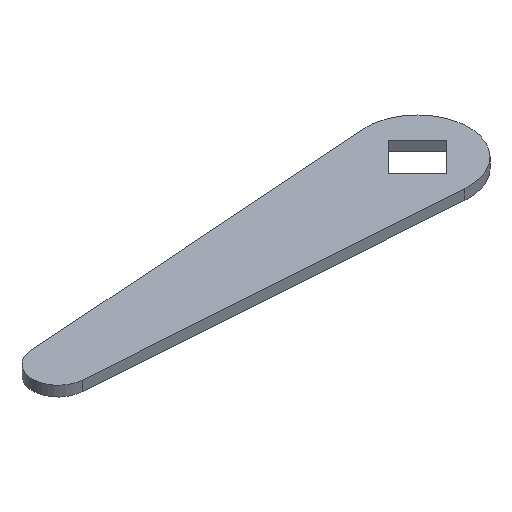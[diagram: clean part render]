
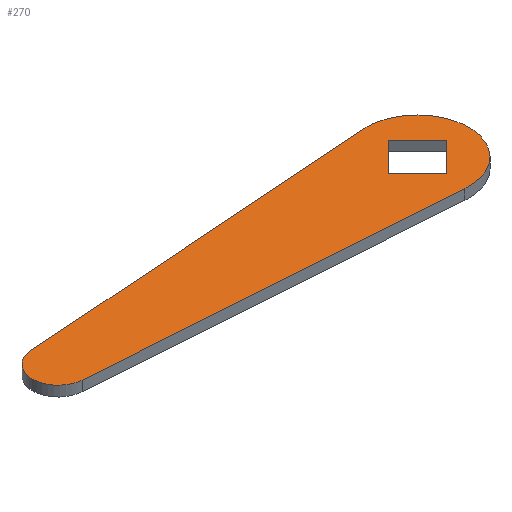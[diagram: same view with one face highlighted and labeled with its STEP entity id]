
A CAD part, isometric view. The second image highlights one B-rep face of the part: STEP entity #270.
In plain terms, the highlighted planar face has unit normal (0, 0, 1).
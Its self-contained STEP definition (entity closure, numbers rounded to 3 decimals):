
#9 = EDGE_LOOP ( 'NONE', ( #219, #268, #240, #231, #226 ) ) ;
#12 = EDGE_LOOP ( 'NONE', ( #230, #348, #347, #350 ) ) ;
#19 = CIRCLE ( 'NONE', #162, 5. ) ;
#24 = EDGE_CURVE ( 'NONE', #258, #211, #19, .T. ) ;
#106 = VECTOR ( 'NONE', #171, 1000. ) ;
#107 = VECTOR ( 'NONE', #338, 1000. ) ;
#108 = VECTOR ( 'NONE', #344, 1000. ) ;
#110 = VECTOR ( 'NONE', #335, 1000. ) ;
#111 = VECTOR ( 'NONE', #332, 1000. ) ;
#114 = VECTOR ( 'NONE', #326, 1000. ) ;
#116 = AXIS2_PLACEMENT_3D ( 'NONE', #317, #318, #319 ) ;
#117 = AXIS2_PLACEMENT_3D ( 'NONE', #320, #321, #322 ) ;
#130 = AXIS2_PLACEMENT_3D ( 'NONE', #390, #391, #392 ) ;
#132 = FACE_BOUND ( 'NONE', #12, .T. ) ;
#147 = FACE_OUTER_BOUND ( 'NONE', #9, .T. ) ;
#162 = AXIS2_PLACEMENT_3D ( 'NONE', #354, #298, #299 ) ;
#169 = LINE ( 'NONE', #170, #106 ) ;
#170 = CARTESIAN_POINT ( 'NONE',  ( -5.657, 0., 2. ) ) ;
#171 = DIRECTION ( 'NONE',  ( 0.707, -0.707, 0. ) ) ;
#210 = VERTEX_POINT ( 'NONE', #371 ) ;
#211 = VERTEX_POINT ( 'NONE', #372 ) ;
#214 = VERTEX_POINT ( 'NONE', #373 ) ;
#215 = VERTEX_POINT ( 'NONE', #374 ) ;
#217 = VERTEX_POINT ( 'NONE', #375 ) ;
#219 = ORIENTED_EDGE ( 'NONE', *, *, #402, .T. ) ;
#222 = VERTEX_POINT ( 'NONE', #376 ) ;
#226 = ORIENTED_EDGE ( 'NONE', *, *, #406, .T. ) ;
#230 = ORIENTED_EDGE ( 'NONE', *, *, #404, .F. ) ;
#231 = ORIENTED_EDGE ( 'NONE', *, *, #24, .T. ) ;
#240 = ORIENTED_EDGE ( 'NONE', *, *, #403, .T. ) ;
#249 = VERTEX_POINT ( 'NONE', #382 ) ;
#253 = VERTEX_POINT ( 'NONE', #385 ) ;
#258 = VERTEX_POINT ( 'NONE', #387 ) ;
#268 = ORIENTED_EDGE ( 'NONE', *, *, #407, .T. ) ;
#270 = ADVANCED_FACE ( 'NONE', ( #147, #132 ), #389, .T. ) ;
#285 = CIRCLE ( 'NONE', #116, 10. ) ;
#286 = CIRCLE ( 'NONE', #117, 5. ) ;
#298 = DIRECTION ( 'NONE',  ( 0., 0., 1. ) ) ;
#299 = DIRECTION ( 'NONE',  ( 1., 0., 0. ) ) ;
#317 = CARTESIAN_POINT ( 'NONE',  ( 0., 0., 2. ) ) ;
#318 = DIRECTION ( 'NONE',  ( 0., 0., 1. ) ) ;
#319 = DIRECTION ( 'NONE',  ( 1., 0., 0. ) ) ;
#320 = CARTESIAN_POINT ( 'NONE',  ( -70., 0., 2. ) ) ;
#321 = DIRECTION ( 'NONE',  ( 0., 0., 1. ) ) ;
#322 = DIRECTION ( 'NONE',  ( 1., 0., 0. ) ) ;
#324 = LINE ( 'NONE', #325, #114 ) ;
#325 = CARTESIAN_POINT ( 'NONE',  ( 5.657, 0., 2. ) ) ;
#326 = DIRECTION ( 'NONE',  ( -0.707, 0.707, 0. ) ) ;
#330 = LINE ( 'NONE', #331, #111 ) ;
#331 = CARTESIAN_POINT ( 'NONE',  ( -70.357, -4.987, 2. ) ) ;
#332 = DIRECTION ( 'NONE',  ( 0.997, -0.071, 0. ) ) ;
#333 = LINE ( 'NONE', #334, #110 ) ;
#334 = CARTESIAN_POINT ( 'NONE',  ( -0.714, 9.974, 2. ) ) ;
#335 = DIRECTION ( 'NONE',  ( -0.997, -0.071, 0. ) ) ;
#336 = LINE ( 'NONE', #337, #107 ) ;
#337 = CARTESIAN_POINT ( 'NONE',  ( 0., -5.657, 2. ) ) ;
#338 = DIRECTION ( 'NONE',  ( 0.707, 0.707, 0. ) ) ;
#342 = LINE ( 'NONE', #343, #108 ) ;
#343 = CARTESIAN_POINT ( 'NONE',  ( 0., 5.657, 2. ) ) ;
#344 = DIRECTION ( 'NONE',  ( -0.707, -0.707, 0. ) ) ;
#347 = ORIENTED_EDGE ( 'NONE', *, *, #412, .F. ) ;
#348 = ORIENTED_EDGE ( 'NONE', *, *, #408, .F. ) ;
#350 = ORIENTED_EDGE ( 'NONE', *, *, #410, .F. ) ;
#354 = CARTESIAN_POINT ( 'NONE',  ( -70., 0., 2. ) ) ;
#371 = CARTESIAN_POINT ( 'NONE',  ( 0., 5.657, 2. ) ) ;
#372 = CARTESIAN_POINT ( 'NONE',  ( -70.357, -4.987, 2. ) ) ;
#373 = CARTESIAN_POINT ( 'NONE',  ( -0.714, -9.974, 2. ) ) ;
#374 = CARTESIAN_POINT ( 'NONE',  ( -0.714, 9.974, 2. ) ) ;
#375 = CARTESIAN_POINT ( 'NONE',  ( 0., -5.657, 2. ) ) ;
#376 = CARTESIAN_POINT ( 'NONE',  ( 5.657, 0., 2. ) ) ;
#382 = CARTESIAN_POINT ( 'NONE',  ( -70.357, 4.987, 2. ) ) ;
#385 = CARTESIAN_POINT ( 'NONE',  ( -5.657, 0., 2. ) ) ;
#387 = CARTESIAN_POINT ( 'NONE',  ( -75., 0., 2. ) ) ;
#389 = PLANE ( 'NONE',  #130 ) ;
#390 = CARTESIAN_POINT ( 'NONE',  ( 0., 0., 2. ) ) ;
#391 = DIRECTION ( 'NONE',  ( 0., 0., 1. ) ) ;
#392 = DIRECTION ( 'NONE',  ( 1., 0., 0. ) ) ;
#402 = EDGE_CURVE ( 'NONE', #214, #215, #285, .T. ) ;
#403 = EDGE_CURVE ( 'NONE', #249, #258, #286, .T. ) ;
#404 = EDGE_CURVE ( 'NONE', #222, #210, #324, .T. ) ;
#406 = EDGE_CURVE ( 'NONE', #211, #214, #330, .T. ) ;
#407 = EDGE_CURVE ( 'NONE', #215, #249, #333, .T. ) ;
#408 = EDGE_CURVE ( 'NONE', #217, #222, #336, .T. ) ;
#410 = EDGE_CURVE ( 'NONE', #210, #253, #342, .T. ) ;
#412 = EDGE_CURVE ( 'NONE', #253, #217, #169, .T. ) ;
